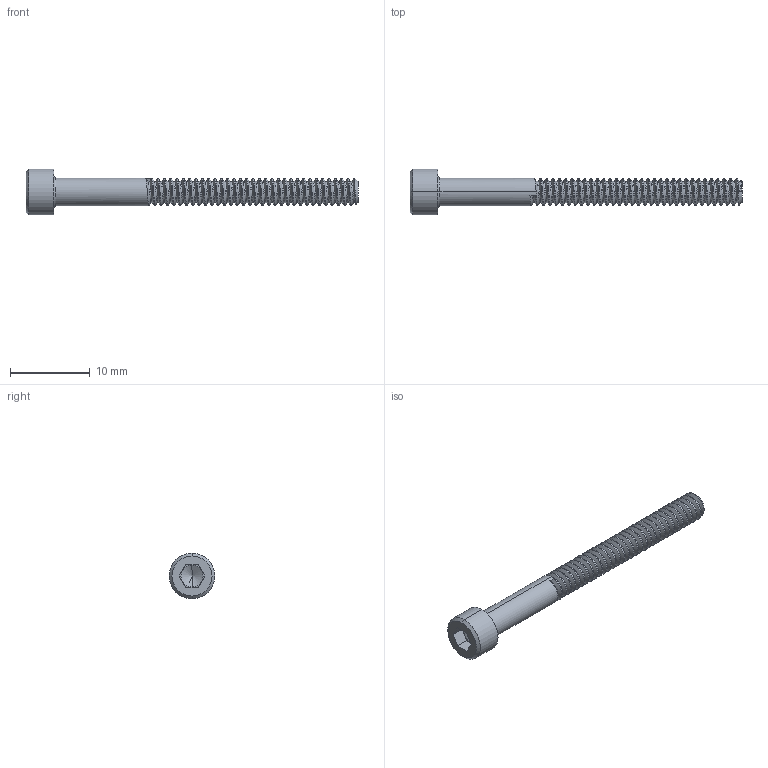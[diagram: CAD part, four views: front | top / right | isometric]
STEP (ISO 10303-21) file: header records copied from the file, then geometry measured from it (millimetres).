
FILE_DESCRIPTION (( 'STEP AP214' ), '1' );
FILE_NAME ('39195_TXM-SHCS 6-32 x 1.5.STEP', '2017-01-16T17:12:46', ( '' ), ( '' ), 'SwSTEP 2.0', 'SolidWorks 2016', '' );
FILE_SCHEMA (( 'AUTOMOTIVE_DESIGN' ));
Length unit declared in the file: inch
Products named in the file (2): 39195_TXM-SHCS 6-32 x 1.5
Bounding box: 41.61 x 5.74 x 5.74 mm (x, y, z)
Volume: 381.9 mm3; surface area: 660 mm2
Topology: 1 solids, 1 shells, 97 faces, 269 edges, 174 vertices
Faces by surface type: cylinder 68, plane 17, cone 7, bspline 3, torus 2
Entity records: 7973 total; most frequent: CARTESIAN_POINT 5876, ORIENTED_EDGE 534, DIRECTION 332, EDGE_CURVE 267, VERTEX_POINT 174, AXIS2_PLACEMENT_3D 116, LINE 100, VECTOR 100
